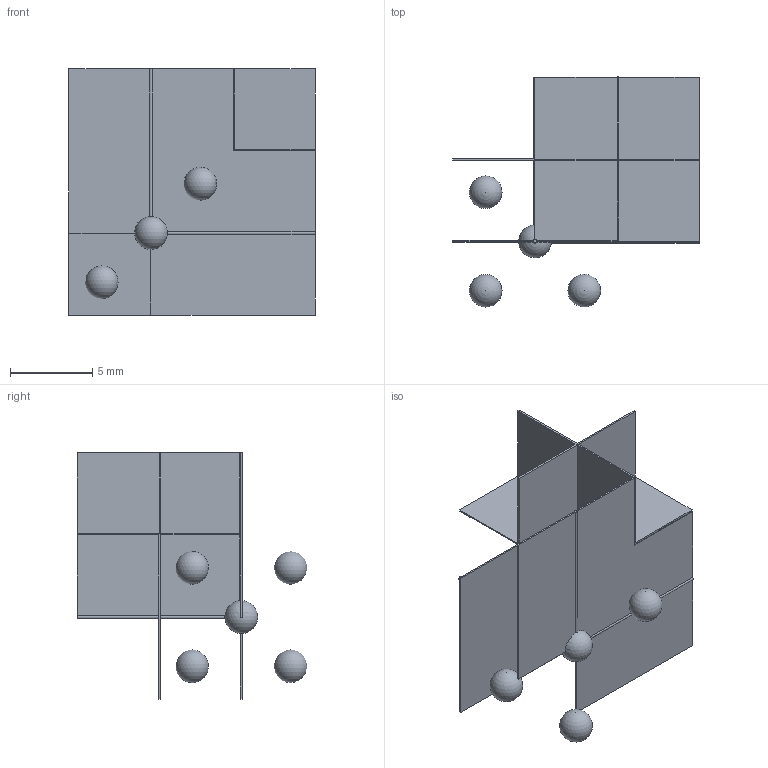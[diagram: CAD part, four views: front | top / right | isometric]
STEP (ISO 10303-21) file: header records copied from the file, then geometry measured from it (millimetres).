
FILE_DESCRIPTION(('Open CASCADE Model'),'2;1');
FILE_NAME('Open CASCADE Shape Model','2024-05-24T11:55:09',('Author'),( 'Open CASCADE'),'Open CASCADE STEP processor 7.7','Open CASCADE 7.7' ,'Unknown');
FILE_SCHEMA(('AUTOMOTIVE_DESIGN { 1 0 10303 214 1 1 1 1 }'));
Length unit declared in the file: millimetre
Products named in the file (6): Open CASCADE STEP translator 7.7 56; Open CASCADE STEP translator 7.7 56.1; Open CASCADE STEP translator 7.7 56.2; Open CASCADE STEP translator 7.7 56.3; Open CASCADE STEP translator 7.7 56.4; Open CASCADE STEP translator 7.7 56.5
Assembly tree (5 placements, depth 2):
  Open CASCADE STEP translator 7.7 56
    Open CASCADE STEP translator 7.7 56.1
    Open CASCADE STEP translator 7.7 56.2
    Open CASCADE STEP translator 7.7 56.3
    Open CASCADE STEP translator 7.7 56.4
    Open CASCADE STEP translator 7.7 56.5
Bounding box: 15 x 13.99 x 15 mm (x, y, z)
Volume: 77.1 mm3; surface area: 1168.3 mm2
Topology: 5 solids, 5 shells, 61 faces, 176 edges, 116 vertices
Faces by surface type: plane 50, cylinder 6, sphere 5
Full cylindrical faces by diameter (mm): 0.2 x2
Entity records: 5042 total; most frequent: CARTESIAN_POINT 1773, DIRECTION 560, LINE 356, VECTOR 356, ORIENTED_EDGE 326, PCURVE 326, DEFINITIONAL_REPRESENTATION 326, EDGE_CURVE 163
